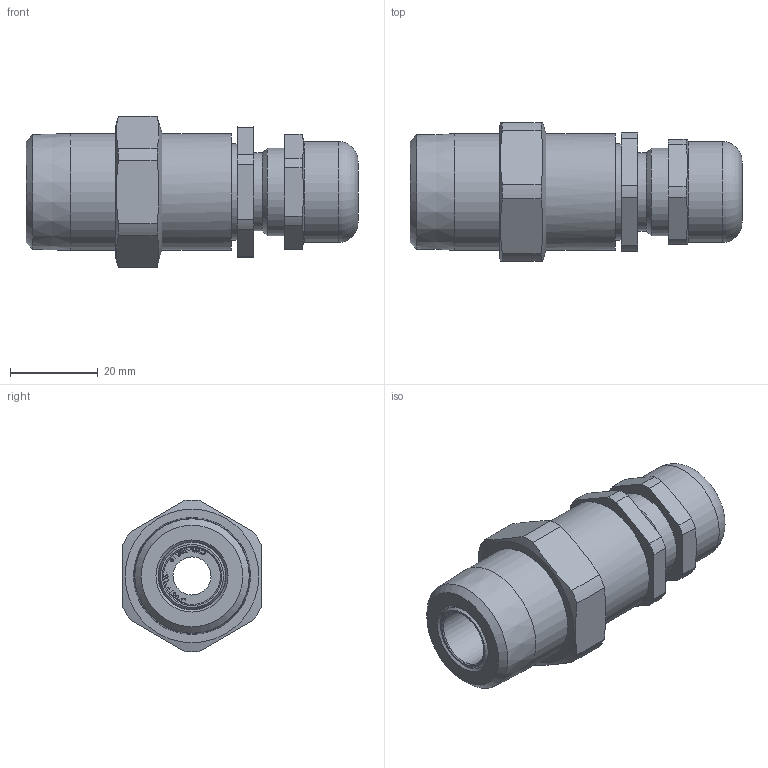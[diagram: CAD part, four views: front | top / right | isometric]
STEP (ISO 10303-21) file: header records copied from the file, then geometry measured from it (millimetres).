
FILE_DESCRIPTION (( 'STEP AP203' ), '1' );
FILE_NAME ('20S16PXSS2K1RA032.STEP', '2020-02-04T13:08:44', ( '' ), ( '' ), 'SwSTEP 2.0', 'SolidWorks 2017', '' );
FILE_SCHEMA (( 'CONFIG_CONTROL_DESIGN' ));
Length unit declared in the file: millimetre
Products named in the file (1): 20S16PXSS2K1RA032
Bounding box: 75.75 x 31.5 x 34.64 mm (x, y, z)
Surface area: 11757.6 mm2 (no closed solid volume)
Topology: 0 solids, 9 shells, 82 faces, 381 edges, 312 vertices
Faces by surface type: plane 33, cylinder 28, cone 12, bspline 8, torus 1
Full cylindrical faces by diameter (mm): 9 x1, 13 x1, 15.45 x1, 17.8 x1, 18.2 x1, 20 x1, 22 x1, 23 x1, 26.6 x1, 26.67 x1
Entity records: 5700 total; most frequent: CARTESIAN_POINT 2923, ORIENTED_EDGE 496, DIRECTION 446, EDGE_CURVE 353, VERTEX_POINT 307, VECTOR 156, LINE 156, AXIS2_PLACEMENT_3D 145
